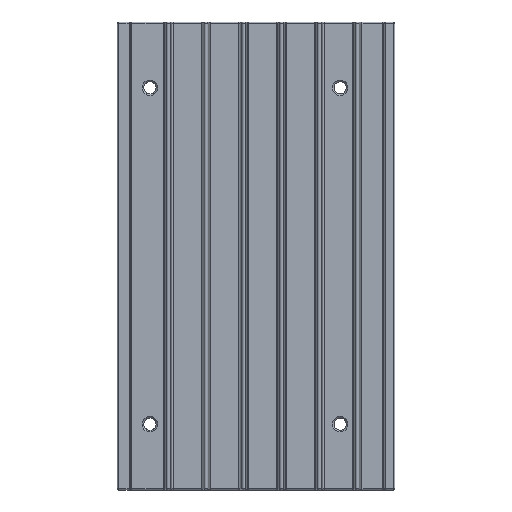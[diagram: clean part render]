
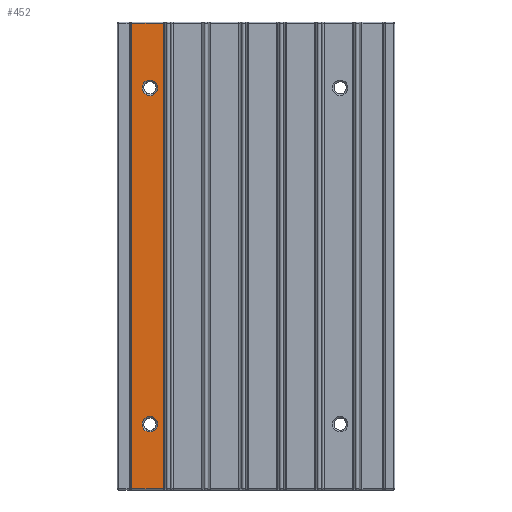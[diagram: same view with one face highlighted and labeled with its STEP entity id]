
A CAD part, front view. The second image highlights one B-rep face of the part: STEP entity #452.
In plain terms, the highlighted planar face has unit normal (0, -1, 0).
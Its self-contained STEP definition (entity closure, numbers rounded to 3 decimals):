
#15 = CARTESIAN_POINT ( 'NONE',  ( 6.758, -4., -47.75 ) ) ;
#246 = DIRECTION ( 'NONE',  ( -1., 0., 0. ) ) ;
#407 = AXIS2_PLACEMENT_3D ( 'NONE', #2231, #2180, #2161 ) ;
#452 = ADVANCED_FACE ( 'NONE', ( #2785, #2463, #2507 ), #6416, .F. ) ;
#583 = EDGE_CURVE ( 'NONE', #3462, #7239, #2042, .T. ) ;
#734 = CIRCLE ( 'NONE', #2688, 1.6 ) ;
#780 = VERTEX_POINT ( 'NONE', #2900 ) ;
#792 = EDGE_CURVE ( 'NONE', #7239, #3462, #967, .T. ) ;
#871 = EDGE_CURVE ( 'NONE', #780, #2875, #734, .T. ) ;
#883 = ORIENTED_EDGE ( 'NONE', *, *, #5089, .T. ) ;
#917 = CARTESIAN_POINT ( 'NONE',  ( 4., -4., 34.5 ) ) ;
#928 = DIRECTION ( 'NONE',  ( 0., 0., 1. ) ) ;
#951 = DIRECTION ( 'NONE',  ( 0., 1., 0. ) ) ;
#967 = CIRCLE ( 'NONE', #6206, 1.6 ) ;
#980 = VECTOR ( 'NONE', #6510, 1000. ) ;
#991 = LINE ( 'NONE', #3230, #980 ) ;
#1018 = CARTESIAN_POINT ( 'NONE',  ( 6.758, -4., 47.75 ) ) ;
#1169 = DIRECTION ( 'NONE',  ( 0., 0., -1. ) ) ;
#1324 = CARTESIAN_POINT ( 'NONE',  ( 4., -4., -36.1 ) ) ;
#1633 = ORIENTED_EDGE ( 'NONE', *, *, #792, .T. ) ;
#1973 = VERTEX_POINT ( 'NONE', #15 ) ;
#1985 = ORIENTED_EDGE ( 'NONE', *, *, #2249, .T. ) ;
#2035 = EDGE_LOOP ( 'NONE', ( #2202, #1633 ) ) ;
#2042 = CIRCLE ( 'NONE', #4653, 1.6 ) ;
#2161 = DIRECTION ( 'NONE',  ( 0., 0., 1. ) ) ;
#2180 = DIRECTION ( 'NONE',  ( 0., 1., 0. ) ) ;
#2202 = ORIENTED_EDGE ( 'NONE', *, *, #583, .T. ) ;
#2231 = CARTESIAN_POINT ( 'NONE',  ( 4., -4., -34.5 ) ) ;
#2249 = EDGE_CURVE ( 'NONE', #2875, #780, #3120, .T. ) ;
#2463 = FACE_BOUND ( 'NONE', #2735, .T. ) ;
#2507 = FACE_OUTER_BOUND ( 'NONE', #4310, .T. ) ;
#2688 = AXIS2_PLACEMENT_3D ( 'NONE', #3752, #3744, #3718 ) ;
#2735 = EDGE_LOOP ( 'NONE', ( #1985, #7309 ) ) ;
#2756 = CARTESIAN_POINT ( 'NONE',  ( 6.758, -4., 48. ) ) ;
#2785 = FACE_BOUND ( 'NONE', #2035, .T. ) ;
#2875 = VERTEX_POINT ( 'NONE', #1324 ) ;
#2900 = CARTESIAN_POINT ( 'NONE',  ( 4., -4., -32.9 ) ) ;
#3120 = CIRCLE ( 'NONE', #407, 1.6 ) ;
#3230 = CARTESIAN_POINT ( 'NONE',  ( 6.758, -4., -47.75 ) ) ;
#3245 = VECTOR ( 'NONE', #3387, 1000. ) ;
#3348 = LINE ( 'NONE', #2756, #3245 ) ;
#3387 = DIRECTION ( 'NONE',  ( 0., 0., -1. ) ) ;
#3462 = VERTEX_POINT ( 'NONE', #5408 ) ;
#3718 = DIRECTION ( 'NONE',  ( 0., 0., 1. ) ) ;
#3744 = DIRECTION ( 'NONE',  ( 0., 1., 0. ) ) ;
#3752 = CARTESIAN_POINT ( 'NONE',  ( 4., -4., -34.5 ) ) ;
#3900 = EDGE_CURVE ( 'NONE', #4845, #5932, #6339, .T. ) ;
#4168 = CARTESIAN_POINT ( 'NONE',  ( 0.25, -4., 48. ) ) ;
#4310 = EDGE_LOOP ( 'NONE', ( #7404, #6882, #883, #6602 ) ) ;
#4390 = CARTESIAN_POINT ( 'NONE',  ( 4., -4., 34.5 ) ) ;
#4522 = VECTOR ( 'NONE', #1169, 1000. ) ;
#4653 = AXIS2_PLACEMENT_3D ( 'NONE', #917, #951, #928 ) ;
#4692 = LINE ( 'NONE', #4168, #4522 ) ;
#4845 = VERTEX_POINT ( 'NONE', #1018 ) ;
#5089 = EDGE_CURVE ( 'NONE', #5932, #6400, #4692, .T. ) ;
#5134 = DIRECTION ( 'NONE',  ( 0., 0., 1. ) ) ;
#5161 = CARTESIAN_POINT ( 'NONE',  ( 0.25, -4., 47.75 ) ) ;
#5271 = DIRECTION ( 'NONE',  ( 0., 1., 0. ) ) ;
#5408 = CARTESIAN_POINT ( 'NONE',  ( 4., -4., 32.9 ) ) ;
#5524 = CARTESIAN_POINT ( 'NONE',  ( 6.758, -4., 47.75 ) ) ;
#5643 = EDGE_CURVE ( 'NONE', #4845, #1973, #3348, .T. ) ;
#5932 = VERTEX_POINT ( 'NONE', #5161 ) ;
#6206 = AXIS2_PLACEMENT_3D ( 'NONE', #4390, #5271, #5134 ) ;
#6321 = DIRECTION ( 'NONE',  ( 0., 1., 0. ) ) ;
#6326 = VECTOR ( 'NONE', #246, 1000. ) ;
#6339 = LINE ( 'NONE', #5524, #6326 ) ;
#6345 = CARTESIAN_POINT ( 'NONE',  ( 6.758, -4., 48. ) ) ;
#6400 = VERTEX_POINT ( 'NONE', #6641 ) ;
#6416 = PLANE ( 'NONE',  #6623 ) ;
#6439 = DIRECTION ( 'NONE',  ( -1., 0., 0. ) ) ;
#6510 = DIRECTION ( 'NONE',  ( 1., 0., 0. ) ) ;
#6602 = ORIENTED_EDGE ( 'NONE', *, *, #6943, .T. ) ;
#6623 = AXIS2_PLACEMENT_3D ( 'NONE', #6345, #6321, #6439 ) ;
#6641 = CARTESIAN_POINT ( 'NONE',  ( 0.25, -4., -47.75 ) ) ;
#6882 = ORIENTED_EDGE ( 'NONE', *, *, #3900, .T. ) ;
#6900 = CARTESIAN_POINT ( 'NONE',  ( 4., -4., 36.1 ) ) ;
#6943 = EDGE_CURVE ( 'NONE', #6400, #1973, #991, .T. ) ;
#7239 = VERTEX_POINT ( 'NONE', #6900 ) ;
#7309 = ORIENTED_EDGE ( 'NONE', *, *, #871, .T. ) ;
#7404 = ORIENTED_EDGE ( 'NONE', *, *, #5643, .F. ) ;
